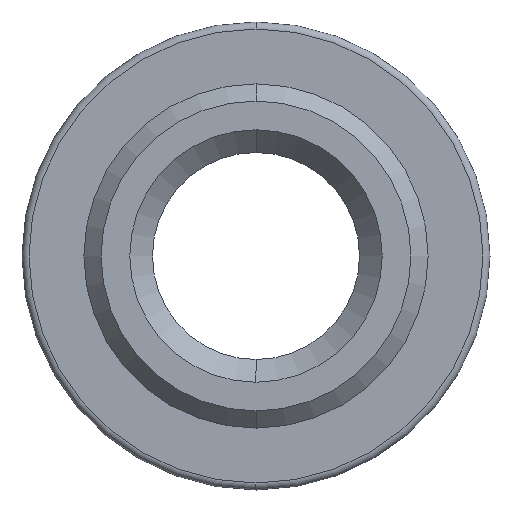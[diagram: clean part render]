
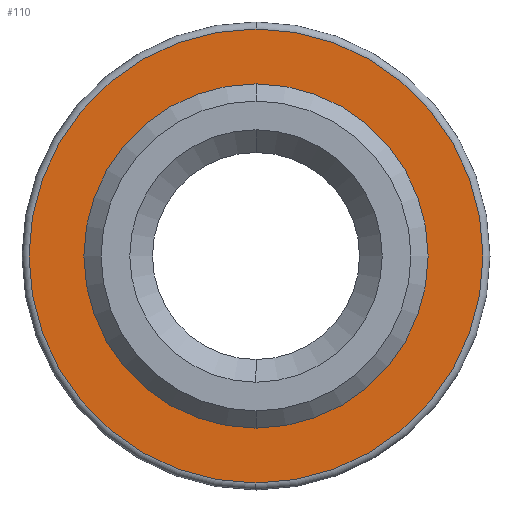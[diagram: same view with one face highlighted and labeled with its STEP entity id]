
A CAD part, left-side view. The second image highlights one B-rep face of the part: STEP entity #110.
In plain terms, the highlighted planar face has unit normal (-1, 0, 0).
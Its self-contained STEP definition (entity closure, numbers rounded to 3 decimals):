
#110=ADVANCED_FACE('',(#222,#223),#224,.T.);
#222=FACE_BOUND('',#330,.T.);
#223=FACE_OUTER_BOUND('',#331,.T.);
#224=PLANE('',#332);
#330=EDGE_LOOP('',(#562,#563));
#331=EDGE_LOOP('',(#564,#565));
#332=AXIS2_PLACEMENT_3D('',#566,#567,#568);
#562=ORIENTED_EDGE('',*,*,#601,.F.);
#563=ORIENTED_EDGE('',*,*,#681,.F.);
#564=ORIENTED_EDGE('',*,*,#679,.T.);
#565=ORIENTED_EDGE('',*,*,#607,.T.);
#566=CARTESIAN_POINT('',(1.53,0.,-2.371));
#567=DIRECTION('',(-1.0,0.0,0.));
#568=DIRECTION('',(0.,0.0,-1.0));
#601=EDGE_CURVE('',#698,#700,#701,.T.);
#607=EDGE_CURVE('',#705,#709,#711,.T.);
#679=EDGE_CURVE('',#709,#705,#811,.T.);
#681=EDGE_CURVE('',#700,#698,#813,.T.);
#698=VERTEX_POINT('',#832);
#700=VERTEX_POINT('',#835);
#701=CIRCLE('',#836,2.045);
#705=VERTEX_POINT('',#841);
#709=VERTEX_POINT('',#845);
#711=CIRCLE('',#847,2.697);
#811=CIRCLE('',#965,2.697);
#813=CIRCLE('',#967,2.045);
#832=CARTESIAN_POINT('',(1.53,0.,-2.045));
#835=CARTESIAN_POINT('',(1.53,0.,2.045));
#836=AXIS2_PLACEMENT_3D('',#983,#984,#985);
#841=CARTESIAN_POINT('',(1.53,0.,2.697));
#845=CARTESIAN_POINT('',(1.53,0.,-2.697));
#847=AXIS2_PLACEMENT_3D('',#996,#997,#998);
#965=AXIS2_PLACEMENT_3D('',#1104,#1105,#1106);
#967=AXIS2_PLACEMENT_3D('',#1107,#1108,#1109);
#983=CARTESIAN_POINT('',(1.53,0.0,0.));
#984=DIRECTION('',(-1.0,0.0,0.));
#985=DIRECTION('',(0.,0.0,-1.0));
#996=CARTESIAN_POINT('',(1.53,0.0,0.));
#997=DIRECTION('',(-1.0,0.0,0.));
#998=DIRECTION('',(0.,0.0,-1.0));
#1104=CARTESIAN_POINT('',(1.53,0.0,0.));
#1105=DIRECTION('',(-1.0,0.0,0.));
#1106=DIRECTION('',(0.,0.0,-1.0));
#1107=CARTESIAN_POINT('',(1.53,0.0,0.));
#1108=DIRECTION('',(-1.0,0.0,0.));
#1109=DIRECTION('',(0.,0.0,-1.0));
